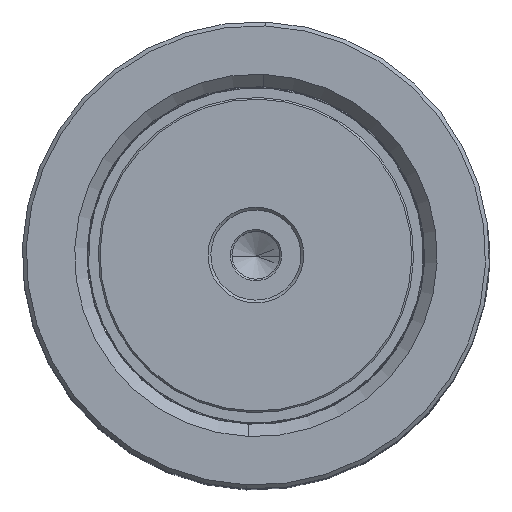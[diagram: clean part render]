
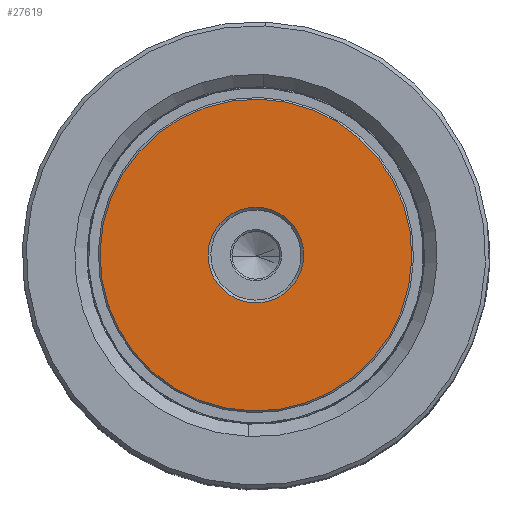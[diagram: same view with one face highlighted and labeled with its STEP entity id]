
A CAD part, top view. The second image highlights one B-rep face of the part: STEP entity #27619.
In plain terms, the highlighted face is planar.
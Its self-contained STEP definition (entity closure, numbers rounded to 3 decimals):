
#3574 = CARTESIAN_POINT ( 'NONE',  ( -27.7, 0., 0. ) ) ;
#3731 = CARTESIAN_POINT ( 'NONE',  ( 0., 0., 0. ) ) ;
#3943 = EDGE_CURVE ( 'NONE', #24793, #40823, #31536, .T. ) ;
#4240 = AXIS2_PLACEMENT_3D ( 'NONE', #50365, #30051, #34142 ) ;
#4391 = CARTESIAN_POINT ( 'NONE',  ( 0., 0., 0. ) ) ;
#4918 = DIRECTION ( 'NONE',  ( 0., 0., -1. ) ) ;
#5095 = DIRECTION ( 'NONE',  ( 1., 0., 0. ) ) ;
#6851 = CIRCLE ( 'NONE', #50957, 27.7 ) ;
#7559 = AXIS2_PLACEMENT_3D ( 'NONE', #3731, #20109, #24205 ) ;
#10776 = ORIENTED_EDGE ( 'NONE', *, *, #3943, .T. ) ;
#12830 = ORIENTED_EDGE ( 'NONE', *, *, #42559, .T. ) ;
#20109 = DIRECTION ( 'NONE',  ( 0., 0., 1. ) ) ;
#20772 = DIRECTION ( 'NONE',  ( 1., 0., 0. ) ) ;
#20960 = CARTESIAN_POINT ( 'NONE',  ( 0., 0., 0. ) ) ;
#22080 = ORIENTED_EDGE ( 'NONE', *, *, #49809, .T. ) ;
#24205 = DIRECTION ( 'NONE',  ( 1., 0., 0. ) ) ;
#24793 = VERTEX_POINT ( 'NONE', #44954 ) ;
#24880 = DIRECTION ( 'NONE',  ( 0., 0., 1. ) ) ;
#25687 = EDGE_LOOP ( 'NONE', ( #12830, #22080 ) ) ;
#26507 = FACE_BOUND ( 'NONE', #30161, .T. ) ;
#27619 = ADVANCED_FACE ( 'NONE', ( #48212, #26507 ), #48456, .F. ) ;
#28383 = CARTESIAN_POINT ( 'NONE',  ( 27.7, 0., 0. ) ) ;
#30051 = DIRECTION ( 'NONE',  ( 0., 0., 1. ) ) ;
#30161 = EDGE_LOOP ( 'NONE', ( #41931, #10776 ) ) ;
#31536 = CIRCLE ( 'NONE', #39143, 8.5 ) ;
#31737 = VERTEX_POINT ( 'NONE', #3574 ) ;
#31971 = AXIS2_PLACEMENT_3D ( 'NONE', #20960, #4918, #5095 ) ;
#34142 = DIRECTION ( 'NONE',  ( 1., 0., 0. ) ) ;
#34580 = CIRCLE ( 'NONE', #4240, 8.5 ) ;
#37603 = CIRCLE ( 'NONE', #31971, 27.7 ) ;
#38442 = CARTESIAN_POINT ( 'NONE',  ( -8.5, 0., 0. ) ) ;
#38932 = EDGE_CURVE ( 'NONE', #40823, #24793, #34580, .T. ) ;
#39143 = AXIS2_PLACEMENT_3D ( 'NONE', #4391, #24880, #20772 ) ;
#40823 = VERTEX_POINT ( 'NONE', #38442 ) ;
#41765 = VERTEX_POINT ( 'NONE', #28383 ) ;
#41931 = ORIENTED_EDGE ( 'NONE', *, *, #38932, .T. ) ;
#42559 = EDGE_CURVE ( 'NONE', #41765, #31737, #37603, .T. ) ;
#44561 = DIRECTION ( 'NONE',  ( 0., 0., -1. ) ) ;
#44898 = DIRECTION ( 'NONE',  ( 1., 0., 0. ) ) ;
#44954 = CARTESIAN_POINT ( 'NONE',  ( 8.5, 0., 0. ) ) ;
#48212 = FACE_OUTER_BOUND ( 'NONE', #25687, .T. ) ;
#48456 = PLANE ( 'NONE',  #7559 ) ;
#48824 = CARTESIAN_POINT ( 'NONE',  ( 0., 0., 0. ) ) ;
#49809 = EDGE_CURVE ( 'NONE', #31737, #41765, #6851, .T. ) ;
#50365 = CARTESIAN_POINT ( 'NONE',  ( 0., 0., 0. ) ) ;
#50957 = AXIS2_PLACEMENT_3D ( 'NONE', #48824, #44561, #44898 ) ;
